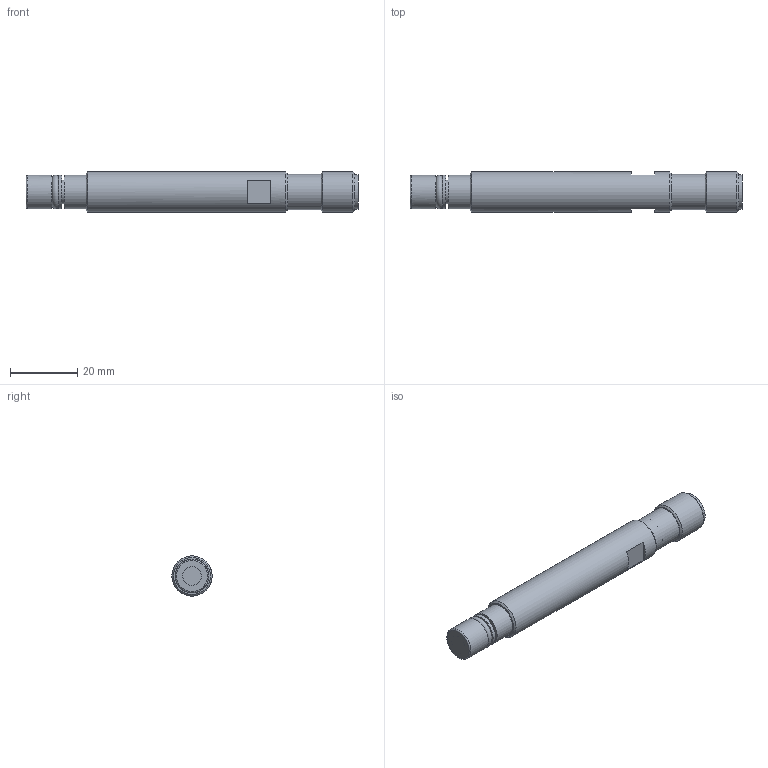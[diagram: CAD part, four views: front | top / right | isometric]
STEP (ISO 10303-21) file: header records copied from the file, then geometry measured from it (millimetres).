
FILE_DESCRIPTION((''),'2;1');
FILE_NAME('08310003630 - 0.stp','2012-09-04T10:49:40',('henry.ebert'),(''),'Autodesk Inventor 2012','Autodesk Inventor 2012','');
FILE_SCHEMA(('AUTOMOTIVE_DESIGN { 1 0 10303 214 1 1 1 1 }'));
Length unit declared in the file: millimetre
Products named in the file (1): 08310003630 - 0_Konturvereinfachung_1
Bounding box: 98.9 x 12 x 12 mm (x, y, z)
Volume: 6425.9 mm3; surface area: 7232.9 mm2
Topology: 1 solids, 7 shells, 198 faces, 472 edges, 301 vertices
Faces by surface type: plane 80, cylinder 77, cone 27, torus 10, sphere 4
Full cylindrical faces by diameter (mm): 1 x4, 1.1 x4, 1.3 x4, 1.5 x4, 1.6 x1, 2 x4, 2.3 x1, 2.5 x1, 5.7 x1, 6 x2, 7 x3, 7.2 x2, 7.459 x2, 7.46 x2, 8.4 x1, 8.5 x1, 9.9 x2, 10 x2, 10.05 x1, 10.3 x1, 10.5 x1, 12 x2
Entity records: 5465 total; most frequent: CARTESIAN_POINT 1231, DIRECTION 859, ORIENTED_EDGE 678, AXIS2_PLACEMENT_3D 373, EDGE_CURVE 339, EDGE_LOOP 315, VERTEX_POINT 257, STYLED_ITEM 199
